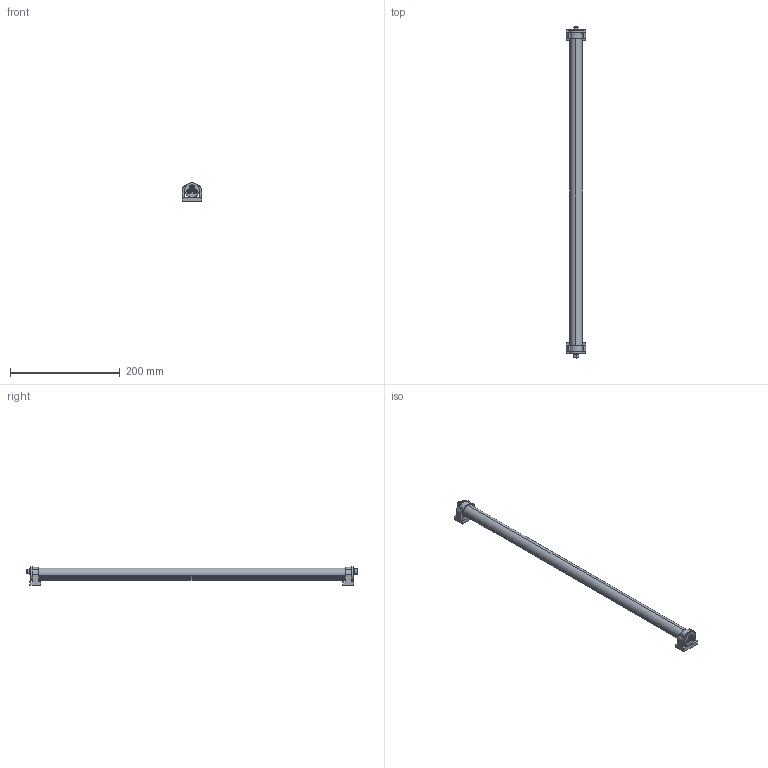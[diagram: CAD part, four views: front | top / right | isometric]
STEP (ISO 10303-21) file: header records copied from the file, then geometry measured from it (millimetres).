
FILE_DESCRIPTION(('CATIA V5 STEP Exchange','CAx-IF Rec.Pracs.--- Model Styling and Organization---1.4--- 2014-01-23'),'2;1');
FILE_NAME ('1483048-1_0', '2022-11-08T10:57:55+00:00', ('none'), ('Weidmueller'), 'CATIA Version 5-6 Release 2016 SP3 HF44', 'CATIA V5 STEP AP214', 'none');
FILE_SCHEMA(('AUTOMOTIVE_DESIGN { 1 0 10303 214 1 1 1 1 }'));
Length unit declared in the file: millimetre
Products named in the file (1): 2899720000
Bounding box: 35 x 604.04 x 34.07 mm (x, y, z)
Volume: 230215.6 mm3; surface area: 60116.4 mm2
Topology: 5 solids, 5 shells, 695 faces, 2085 edges, 1384 vertices
Faces by surface type: cylinder 263, cone 196, plane 169, bspline 39, sphere 16, torus 12
Entity records: 27389 total; most frequent: CARTESIAN_POINT 10505, ORIENTED_EDGE 4122, DIRECTION 2525, EDGE_CURVE 2061, VERTEX_POINT 1384, AXIS2_PLACEMENT_3D 1190, B_SPLINE_CURVE_WITH_KNOTS 786, EDGE_LOOP 731
